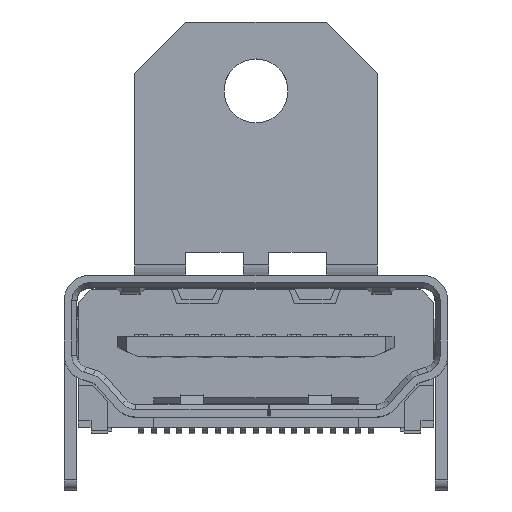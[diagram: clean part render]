
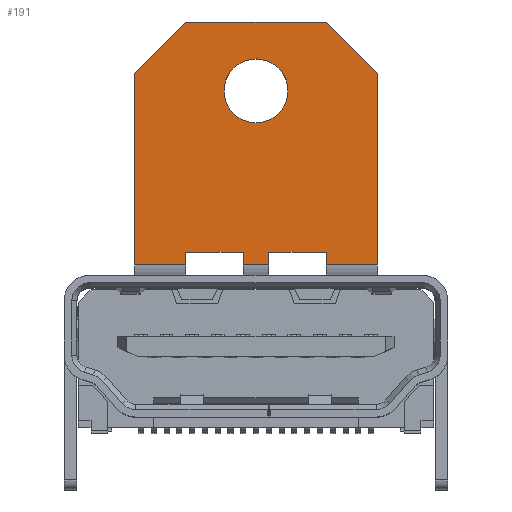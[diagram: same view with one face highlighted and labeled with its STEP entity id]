
A CAD part, top view. The second image highlights one B-rep face of the part: STEP entity #191.
In plain terms, the highlighted planar face has unit normal (0, 0, 1).
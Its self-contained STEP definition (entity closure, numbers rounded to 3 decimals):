
#191=ADVANCED_FACE('',(#1329,#1330),#1331,.F.);
#1329=FACE_OUTER_BOUND('',#3452,.T.);
#1330=FACE_BOUND('',#3453,.T.);
#1331=PLANE('',#3454);
#3452=EDGE_LOOP('',(#6331,#6332,#6333,#6334,#6335,#6336,#6337,#6338,#6339,#6340,#6341,#6342,#6343,#6344));
#3453=EDGE_LOOP('',(#6345,#6346));
#3454=AXIS2_PLACEMENT_3D('',#6347,#6348,#6349);
#6331=ORIENTED_EDGE('',*,*,#15119,.T.);
#6332=ORIENTED_EDGE('',*,*,#15120,.T.);
#6333=ORIENTED_EDGE('',*,*,#15121,.T.);
#6334=ORIENTED_EDGE('',*,*,#15122,.T.);
#6335=ORIENTED_EDGE('',*,*,#15123,.T.);
#6336=ORIENTED_EDGE('',*,*,#15124,.T.);
#6337=ORIENTED_EDGE('',*,*,#15125,.T.);
#6338=ORIENTED_EDGE('',*,*,#15126,.T.);
#6339=ORIENTED_EDGE('',*,*,#15127,.T.);
#6340=ORIENTED_EDGE('',*,*,#15128,.T.);
#6341=ORIENTED_EDGE('',*,*,#15129,.T.);
#6342=ORIENTED_EDGE('',*,*,#15130,.T.);
#6343=ORIENTED_EDGE('',*,*,#15131,.T.);
#6344=ORIENTED_EDGE('',*,*,#15132,.T.);
#6345=ORIENTED_EDGE('',*,*,#15133,.T.);
#6346=ORIENTED_EDGE('',*,*,#15134,.T.);
#6347=CARTESIAN_POINT('',(-8.292,-4.423,12.15));
#6348=DIRECTION('',(0.0,0.0,-1.0));
#6349=DIRECTION('',(0.0,-1.0,0.0));
#15119=EDGE_CURVE('',#18384,#18385,#18386,.T.);
#15120=EDGE_CURVE('',#18385,#18387,#18388,.T.);
#15121=EDGE_CURVE('',#18387,#18389,#18390,.T.);
#15122=EDGE_CURVE('',#18389,#18391,#18392,.T.);
#15123=EDGE_CURVE('',#18391,#18393,#18394,.T.);
#15124=EDGE_CURVE('',#18393,#18395,#18396,.T.);
#15125=EDGE_CURVE('',#18395,#18397,#18398,.T.);
#15126=EDGE_CURVE('',#18397,#18399,#18400,.T.);
#15127=EDGE_CURVE('',#18399,#18401,#18402,.T.);
#15128=EDGE_CURVE('',#18401,#18403,#18404,.T.);
#15129=EDGE_CURVE('',#18403,#18405,#18406,.T.);
#15130=EDGE_CURVE('',#18405,#18407,#18408,.T.);
#15131=EDGE_CURVE('',#18407,#18409,#18410,.T.);
#15132=EDGE_CURVE('',#18409,#18384,#18411,.T.);
#15133=EDGE_CURVE('',#18412,#18413,#18414,.T.);
#15134=EDGE_CURVE('',#18413,#18412,#18415,.T.);
#18384=VERTEX_POINT('',#23354);
#18385=VERTEX_POINT('',#23355);
#18386=LINE('',#23356,#23357);
#18387=VERTEX_POINT('',#23358);
#18388=LINE('',#23359,#23360);
#18389=VERTEX_POINT('',#23361);
#18390=LINE('',#23362,#23363);
#18391=VERTEX_POINT('',#23364);
#18392=LINE('',#23365,#23366);
#18393=VERTEX_POINT('',#23367);
#18394=LINE('',#23368,#23369);
#18395=VERTEX_POINT('',#23370);
#18396=LINE('',#23371,#23372);
#18397=VERTEX_POINT('',#23373);
#18398=LINE('',#23374,#23375);
#18399=VERTEX_POINT('',#23376);
#18400=LINE('',#23377,#23378);
#18401=VERTEX_POINT('',#23379);
#18402=LINE('',#23380,#23381);
#18403=VERTEX_POINT('',#23382);
#18404=LINE('',#23383,#23384);
#18405=VERTEX_POINT('',#23385);
#18406=LINE('',#23386,#23387);
#18407=VERTEX_POINT('',#23388);
#18408=LINE('',#23389,#23390);
#18409=VERTEX_POINT('',#23391);
#18410=LINE('',#23392,#23393);
#18411=LINE('',#23394,#23395);
#18412=VERTEX_POINT('',#23396);
#18413=VERTEX_POINT('',#23397);
#18414=CIRCLE('',#23398,1.25);
#18415=CIRCLE('',#23399,1.25);
#23354=CARTESIAN_POINT('',(-2.969,-0.892,12.15));
#23355=CARTESIAN_POINT('',(-2.969,-0.392,12.15));
#23356=CARTESIAN_POINT('',(-2.969,-0.892,12.15));
#23357=VECTOR('',#30916,0.5);
#23358=CARTESIAN_POINT('',(-0.719,-0.392,12.15));
#23359=CARTESIAN_POINT('',(-2.969,-0.392,12.15));
#23360=VECTOR('',#30917,2.25);
#23361=CARTESIAN_POINT('',(-0.719,-0.892,12.15));
#23362=CARTESIAN_POINT('',(-0.719,-0.392,12.15));
#23363=VECTOR('',#30918,0.5);
#23364=CARTESIAN_POINT('',(0.281,-0.892,12.15));
#23365=CARTESIAN_POINT('',(-0.719,-0.892,12.15));
#23366=VECTOR('',#30919,1.0);
#23367=CARTESIAN_POINT('',(0.281,-0.392,12.15));
#23368=CARTESIAN_POINT('',(0.281,-0.892,12.15));
#23369=VECTOR('',#30920,0.5);
#23370=CARTESIAN_POINT('',(2.531,-0.392,12.15));
#23371=CARTESIAN_POINT('',(0.281,-0.392,12.15));
#23372=VECTOR('',#30921,2.25);
#23373=CARTESIAN_POINT('',(2.531,-0.892,12.15));
#23374=CARTESIAN_POINT('',(2.531,-0.392,12.15));
#23375=VECTOR('',#30922,0.5);
#23376=CARTESIAN_POINT('',(4.531,-0.892,12.15));
#23377=CARTESIAN_POINT('',(2.531,-0.892,12.15));
#23378=VECTOR('',#30923,2.0);
#23379=CARTESIAN_POINT('',(4.531,6.603,12.15));
#23380=CARTESIAN_POINT('',(4.531,-0.892,12.15));
#23381=VECTOR('',#30924,7.495);
#23382=CARTESIAN_POINT('',(2.531,8.603,12.15));
#23383=CARTESIAN_POINT('',(4.531,6.603,12.15));
#23384=VECTOR('',#30925,2.828);
#23385=CARTESIAN_POINT('',(-2.969,8.603,12.15));
#23386=CARTESIAN_POINT('',(2.531,8.603,12.15));
#23387=VECTOR('',#30926,5.5);
#23388=CARTESIAN_POINT('',(-4.969,6.603,12.15));
#23389=CARTESIAN_POINT('',(-2.969,8.603,12.15));
#23390=VECTOR('',#30927,2.828);
#23391=CARTESIAN_POINT('',(-4.969,-0.892,12.15));
#23392=CARTESIAN_POINT('',(-4.969,6.603,12.15));
#23393=VECTOR('',#30928,7.495);
#23394=CARTESIAN_POINT('',(-4.969,-0.892,12.15));
#23395=VECTOR('',#30929,2.0);
#23396=CARTESIAN_POINT('',(-1.469,5.908,12.15));
#23397=CARTESIAN_POINT('',(1.031,5.908,12.15));
#23398=AXIS2_PLACEMENT_3D('',#30930,#30931,#30932);
#23399=AXIS2_PLACEMENT_3D('',#30933,#30934,#30935);
#30916=DIRECTION('',(0.0,1.0,0.0));
#30917=DIRECTION('',(1.0,0.0,0.0));
#30918=DIRECTION('',(0.0,-1.0,0.0));
#30919=DIRECTION('',(1.0,0.0,0.0));
#30920=DIRECTION('',(0.0,1.0,0.0));
#30921=DIRECTION('',(1.0,0.0,0.0));
#30922=DIRECTION('',(0.0,-1.0,0.0));
#30923=DIRECTION('',(1.0,0.0,0.0));
#30924=DIRECTION('',(0.0,1.0,0.0));
#30925=DIRECTION('',(-0.707,0.707,0.0));
#30926=DIRECTION('',(-1.0,0.0,0.0));
#30927=DIRECTION('',(-0.707,-0.707,0.0));
#30928=DIRECTION('',(0.0,-1.0,0.0));
#30929=DIRECTION('',(1.0,0.0,0.0));
#30930=CARTESIAN_POINT('',(-0.219,5.908,12.15));
#30931=DIRECTION('',(0.0,0.0,-1.0));
#30932=DIRECTION('',(-1.0,0.0,0.0));
#30933=CARTESIAN_POINT('',(-0.219,5.908,12.15));
#30934=DIRECTION('',(0.0,0.0,-1.0));
#30935=DIRECTION('',(1.0,0.0,0.0));
